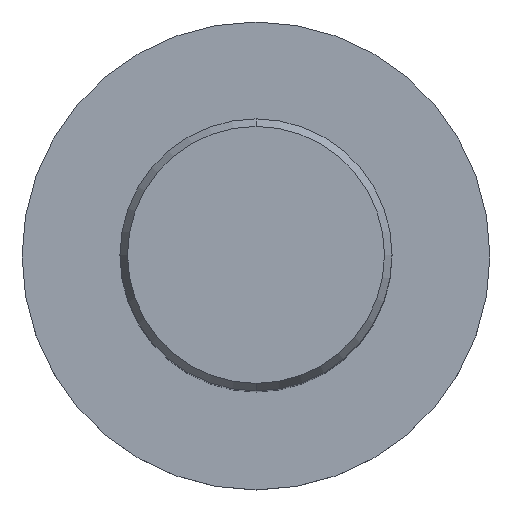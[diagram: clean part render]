
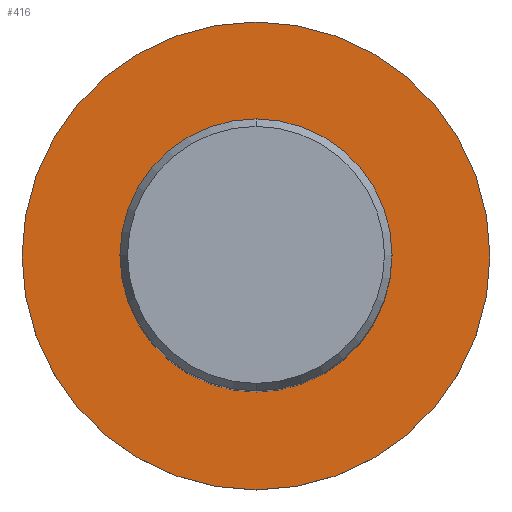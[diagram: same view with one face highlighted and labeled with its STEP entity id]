
A CAD part, top view. The second image highlights one B-rep face of the part: STEP entity #416.
In plain terms, the highlighted planar face has unit normal (0, 0, 1).
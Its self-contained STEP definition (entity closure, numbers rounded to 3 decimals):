
#190=VERTEX_POINT('',#523);
#252=VERTEX_POINT('',#593);
#304=EDGE_CURVE('',#190,#252,#651,.T.);
#372=EDGE_CURVE('',#252,#190,#724,.T.);
#388=VERTEX_POINT('',#742);
#400=EDGE_CURVE('',#494,#388,#754,.T.);
#416=ADVANCED_FACE('',(#772,#773),#774,.T.);
#494=VERTEX_POINT('',#858);
#502=EDGE_CURVE('',#388,#494,#866,.T.);
#523=CARTESIAN_POINT('',(0.,-21.5,-56.0));
#593=CARTESIAN_POINT('',(0.0,21.5,-56.0));
#651=CIRCLE('',#1142,21.5);
#724=CIRCLE('',#1331,21.5);
#742=CARTESIAN_POINT('',(0.0,12.5,-56.0));
#754=CIRCLE('',#1379,12.5);
#772=FACE_BOUND('',#1402,.T.);
#773=FACE_OUTER_BOUND('',#1403,.T.);
#774=PLANE('',#1404);
#858=CARTESIAN_POINT('',(0.,-12.5,-56.0));
#866=CIRCLE('',#1570,12.5);
#1142=AXIS2_PLACEMENT_3D('',#1750,#1751,#1752);
#1331=AXIS2_PLACEMENT_3D('',#1820,#1821,#1822);
#1379=AXIS2_PLACEMENT_3D('',#1849,#1850,#1851);
#1402=EDGE_LOOP('',(#1873,#1874));
#1403=EDGE_LOOP('',(#1875,#1876));
#1404=AXIS2_PLACEMENT_3D('',#1877,#1878,#1879);
#1570=AXIS2_PLACEMENT_3D('',#1971,#1972,#1973);
#1750=CARTESIAN_POINT('',(0.0,0.0,-56.0));
#1751=DIRECTION('',(0.0,0.0,-1.0));
#1752=DIRECTION('',(0.0,1.0,0.0));
#1820=CARTESIAN_POINT('',(0.0,0.0,-56.0));
#1821=DIRECTION('',(0.0,0.0,-1.0));
#1822=DIRECTION('',(0.0,1.0,0.0));
#1849=CARTESIAN_POINT('',(0.0,0.0,-56.0));
#1850=DIRECTION('',(-0.0,0.0,-1.0));
#1851=DIRECTION('',(0.0,1.0,0.0));
#1873=ORIENTED_EDGE('',*,*,#502,.T.);
#1874=ORIENTED_EDGE('',*,*,#400,.T.);
#1875=ORIENTED_EDGE('',*,*,#372,.F.);
#1876=ORIENTED_EDGE('',*,*,#304,.F.);
#1877=CARTESIAN_POINT('',(0.0,10.75,-56.0));
#1878=DIRECTION('',(-0.0,0.0,1.0));
#1879=DIRECTION('',(0.0,-1.0,0.0));
#1971=CARTESIAN_POINT('',(0.0,0.0,-56.0));
#1972=DIRECTION('',(-0.0,0.0,-1.0));
#1973=DIRECTION('',(0.0,1.0,0.0));
